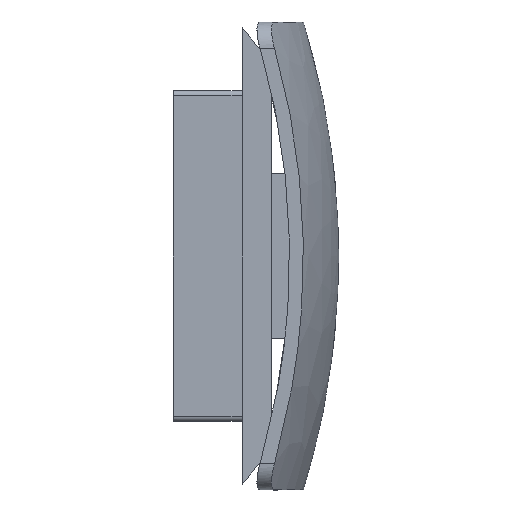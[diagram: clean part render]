
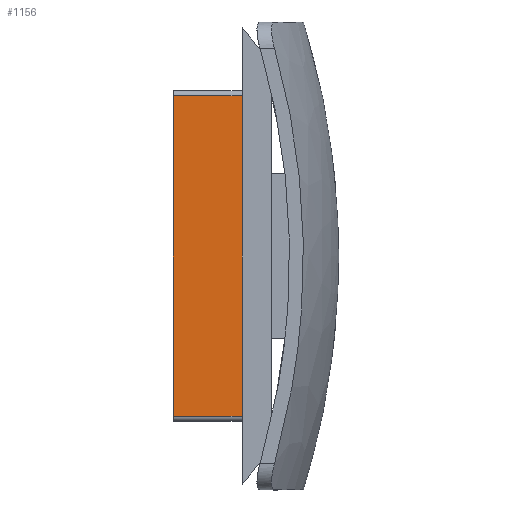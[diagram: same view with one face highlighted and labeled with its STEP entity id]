
A CAD part, front view. The second image highlights one B-rep face of the part: STEP entity #1156.
In plain terms, the highlighted planar face has unit normal (0, -1, 0).
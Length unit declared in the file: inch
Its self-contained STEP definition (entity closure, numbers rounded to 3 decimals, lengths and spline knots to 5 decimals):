
#1156 = ADVANCED_FACE ( 'NONE', ( #25818 ), #19639, .T. ) ;
#4434 = LINE ( 'NONE', #27370, #33493 ) ;
#5494 = EDGE_CURVE ( 'NONE', #36762, #14960, #21795, .T. ) ;
#6210 = LINE ( 'NONE', #14511, #35967 ) ;
#7648 = DIRECTION ( 'NONE',  ( 1., 0., 0. ) ) ;
#8569 = DIRECTION ( 'NONE',  ( 0., 0., -1. ) ) ;
#11203 = CARTESIAN_POINT ( 'NONE',  ( -2.04724, -4.92126, 2.46063 ) ) ;
#14439 = ORIENTED_EDGE ( 'NONE', *, *, #26193, .F. ) ;
#14511 = CARTESIAN_POINT ( 'NONE',  ( 0., -4.92126, 0. ) ) ;
#14960 = VERTEX_POINT ( 'NONE', #31245 ) ;
#15437 = VERTEX_POINT ( 'NONE', #17507 ) ;
#17507 = CARTESIAN_POINT ( 'NONE',  ( 0., -4.92126, 4.77362 ) ) ;
#18542 = EDGE_CURVE ( 'NONE', #25532, #36762, #20049, .T. ) ;
#18994 = CARTESIAN_POINT ( 'NONE',  ( 0., -4.92126, -4.77362 ) ) ;
#19639 = PLANE ( 'NONE',  #27703 ) ;
#20049 = LINE ( 'NONE', #11203, #31292 ) ;
#20877 = CARTESIAN_POINT ( 'NONE',  ( -2.04724, -4.92126, 4.77362 ) ) ;
#21620 = DIRECTION ( 'NONE',  ( 1., 0., 0. ) ) ;
#21795 = LINE ( 'NONE', #18994, #22958 ) ;
#22958 = VECTOR ( 'NONE', #21620, 39.37008 ) ;
#25433 = DIRECTION ( 'NONE',  ( 0., -1., 0. ) ) ;
#25532 = VERTEX_POINT ( 'NONE', #20877 ) ;
#25818 = FACE_OUTER_BOUND ( 'NONE', #32218, .T. ) ;
#25941 = CARTESIAN_POINT ( 'NONE',  ( -2.04724, -4.92126, -4.77362 ) ) ;
#26193 = EDGE_CURVE ( 'NONE', #25532, #15437, #4434, .T. ) ;
#26236 = ORIENTED_EDGE ( 'NONE', *, *, #18542, .T. ) ;
#27370 = CARTESIAN_POINT ( 'NONE',  ( 0., -4.92126, 4.77362 ) ) ;
#27629 = ORIENTED_EDGE ( 'NONE', *, *, #5494, .T. ) ;
#27703 = AXIS2_PLACEMENT_3D ( 'NONE', #30886, #25433, #28268 ) ;
#27770 = ORIENTED_EDGE ( 'NONE', *, *, #34395, .T. ) ;
#28268 = DIRECTION ( 'NONE',  ( 0., 0., -1. ) ) ;
#28965 = DIRECTION ( 'NONE',  ( 0., 0., 1. ) ) ;
#30886 = CARTESIAN_POINT ( 'NONE',  ( 0., -4.92126, 2.46063 ) ) ;
#31245 = CARTESIAN_POINT ( 'NONE',  ( 0., -4.92126, -4.77362 ) ) ;
#31292 = VECTOR ( 'NONE', #8569, 39.37008 ) ;
#32218 = EDGE_LOOP ( 'NONE', ( #26236, #27629, #27770, #14439 ) ) ;
#33493 = VECTOR ( 'NONE', #7648, 39.37008 ) ;
#34395 = EDGE_CURVE ( 'NONE', #14960, #15437, #6210, .T. ) ;
#35967 = VECTOR ( 'NONE', #28965, 39.37008 ) ;
#36762 = VERTEX_POINT ( 'NONE', #25941 ) ;
